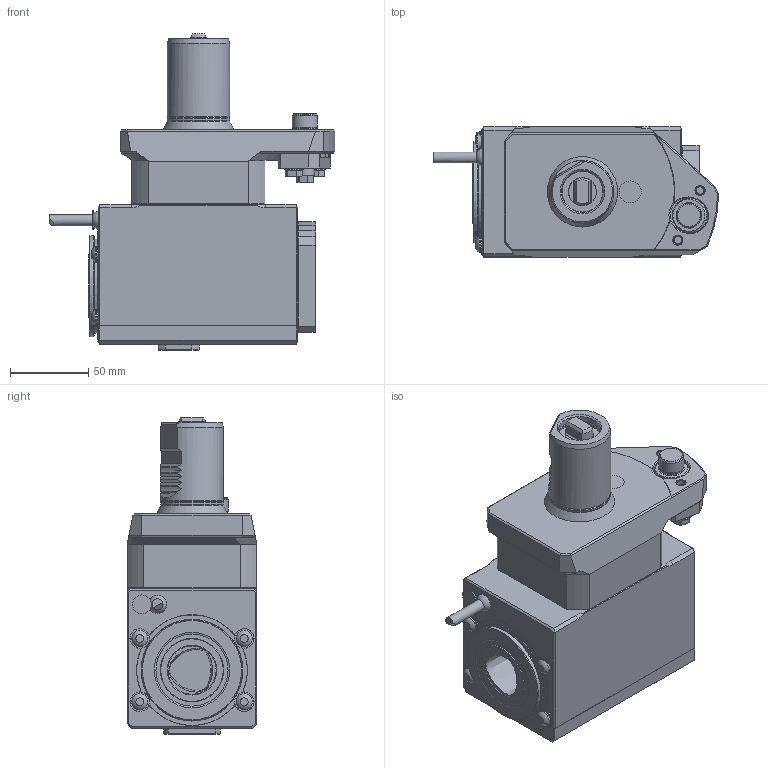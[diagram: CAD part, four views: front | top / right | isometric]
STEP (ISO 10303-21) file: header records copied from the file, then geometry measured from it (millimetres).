
FILE_DESCRIPTION(/* description */ ('Unknown'),/* implementation_level */ '2;1');
FILE_NAME(/* name */ 'C4_DNI_MZ40W_I_A_SIM',/* time_stamp */ '2023-07-13T10:13:51+02:00',/* author */ ('WTO KS'),/* organization */ ('WTO'),/* preprocessor_version */ 'ST-DEVELOPER v16.7',/* originating_system */ 'DEX',/* authorisation */ $);
FILE_SCHEMA (('AUTOMOTIVE_DESIGN {1 0 10303 214 3 1 1}'));
Length unit declared in the file: millimetre
Products named in the file (1): 118553_C4-DNI-MZ40W-I-A_vereinfacht_STP_00477544
Bounding box: 182.18 x 83 x 201.8 mm (x, y, z)
Surface area: 102259.3 mm2 (no closed solid volume)
Topology: 0 solids, 1 shells, 384 faces, 936 edges, 586 vertices
Faces by surface type: plane 227, cone 86, cylinder 58, torus 7, sphere 5, bspline 1
Full cylindrical faces by diameter (mm): 2.5 x1, 5.55 x4, 6 x3, 7 x1, 8.88 x2, 10.5 x4, 12 x2, 14 x1, 15.6 x1, 16 x1, 18 x1, 20.8 x1, 22 x1, 26 x2, 26.5 x1, 40 x2, 60 x1, 64.4 x1
Entity records: 10686 total; most frequent: CARTESIAN_POINT 2310, DIRECTION 1715, ORIENTED_EDGE 1626, EDGE_CURVE 813, AXIS2_PLACEMENT_3D 651, VERTEX_POINT 547, EDGE_LOOP 500, FACE_BOUND 500
